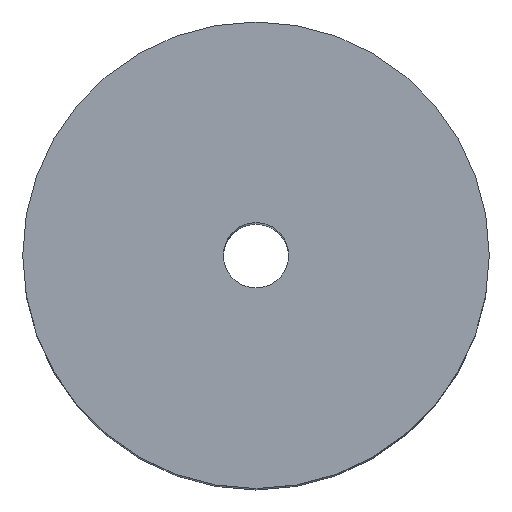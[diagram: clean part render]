
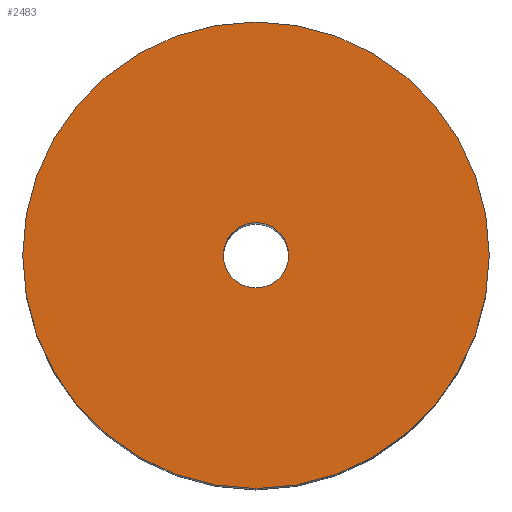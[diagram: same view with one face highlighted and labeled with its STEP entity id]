
A CAD part, top view. The second image highlights one B-rep face of the part: STEP entity #2483.
In plain terms, the highlighted planar face has unit normal (0, 0, 1).
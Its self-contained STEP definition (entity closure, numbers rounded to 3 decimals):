
#20=FACE_BOUND('',#289,.T.);
#25=PLANE('',#2896);
#154=FACE_OUTER_BOUND('',#288,.T.);
#288=EDGE_LOOP('',(#2214,#2215));
#289=EDGE_LOOP('',(#2216,#2217));
#539=CIRCLE('',#2874,29.07);
#540=CIRCLE('',#2875,29.07);
#554=CIRCLE('',#2894,4.07);
#555=CIRCLE('',#2895,4.07);
#1051=VERTEX_POINT('',#4551);
#1052=VERTEX_POINT('',#4553);
#1064=VERTEX_POINT('',#4586);
#1065=VERTEX_POINT('',#4588);
#1434=EDGE_CURVE('',#1051,#1052,#539,.T.);
#1435=EDGE_CURVE('',#1052,#1051,#540,.T.);
#1451=EDGE_CURVE('',#1065,#1064,#554,.T.);
#1452=EDGE_CURVE('',#1064,#1065,#555,.T.);
#2214=ORIENTED_EDGE('',*,*,#1435,.F.);
#2215=ORIENTED_EDGE('',*,*,#1434,.F.);
#2216=ORIENTED_EDGE('',*,*,#1451,.T.);
#2217=ORIENTED_EDGE('',*,*,#1452,.T.);
#2483=ADVANCED_FACE('',(#154,#20),#25,.T.);
#2874=AXIS2_PLACEMENT_3D('',#4554,#3759,#3760);
#2875=AXIS2_PLACEMENT_3D('',#4555,#3761,#3762);
#2894=AXIS2_PLACEMENT_3D('',#4589,#3801,#3802);
#2895=AXIS2_PLACEMENT_3D('',#4590,#3803,#3804);
#2896=AXIS2_PLACEMENT_3D('',#4591,#3805,#3806);
#3759=DIRECTION('center_axis',(0.,0.,-1.));
#3760=DIRECTION('ref_axis',(1.,0.,0.));
#3761=DIRECTION('center_axis',(0.,0.,-1.));
#3762=DIRECTION('ref_axis',(1.,0.,0.));
#3801=DIRECTION('center_axis',(0.,0.,-1.));
#3802=DIRECTION('ref_axis',(1.,0.,0.));
#3803=DIRECTION('center_axis',(0.,0.,-1.));
#3804=DIRECTION('ref_axis',(1.,0.,0.));
#3805=DIRECTION('center_axis',(0.,0.,1.));
#3806=DIRECTION('ref_axis',(1.,0.,0.));
#4551=CARTESIAN_POINT('',(0.,-29.07,0.));
#4553=CARTESIAN_POINT('',(0.,29.07,0.));
#4554=CARTESIAN_POINT('Origin',(0.,0.,0.));
#4555=CARTESIAN_POINT('Origin',(0.,0.,0.));
#4586=CARTESIAN_POINT('',(0.,-4.07,0.));
#4588=CARTESIAN_POINT('',(0.,4.07,0.));
#4589=CARTESIAN_POINT('Origin',(0.,0.,0.));
#4590=CARTESIAN_POINT('Origin',(0.,0.,0.));
#4591=CARTESIAN_POINT('Origin',(0.,29.07,0.));
